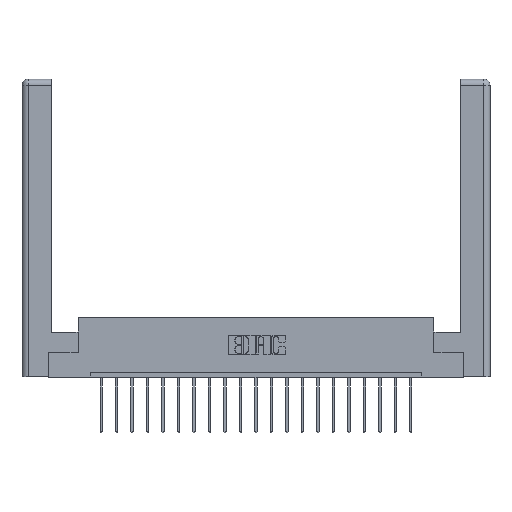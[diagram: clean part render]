
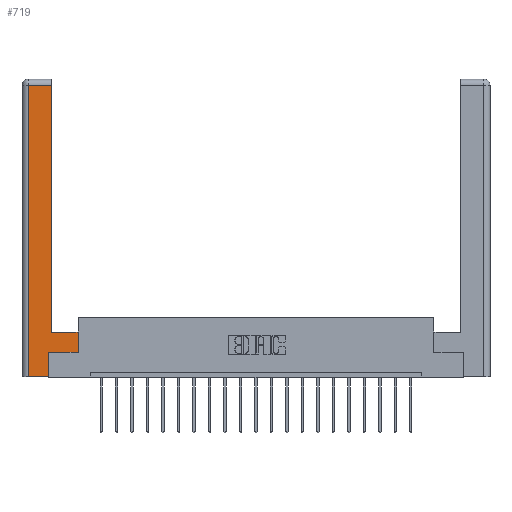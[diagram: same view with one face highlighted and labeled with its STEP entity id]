
A CAD part, top view. The second image highlights one B-rep face of the part: STEP entity #719.
In plain terms, the highlighted planar face has unit normal (0, 0, 1).
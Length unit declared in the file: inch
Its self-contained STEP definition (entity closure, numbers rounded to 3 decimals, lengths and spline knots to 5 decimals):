
#719 = ADVANCED_FACE ( 'NONE', ( #15648 ), #19054, .F. ) ;
#848 = LINE ( 'NONE', #15163, #4613 ) ;
#1231 = DIRECTION ( 'NONE',  ( 0., 0., -1. ) ) ;
#1281 = DIRECTION ( 'NONE',  ( -1., 0., 0. ) ) ;
#2119 = VECTOR ( 'NONE', #12636, 39.37008 ) ;
#3483 = CARTESIAN_POINT ( 'NONE',  ( 0.265, 0.245, 0. ) ) ;
#3801 = CARTESIAN_POINT ( 'NONE',  ( 0.565, 0.45, 0. ) ) ;
#3847 = CARTESIAN_POINT ( 'NONE',  ( 0.295, 2.94, 0. ) ) ;
#4302 = CARTESIAN_POINT ( 'NONE',  ( 0.0615, 0., 0. ) ) ;
#4507 = ORIENTED_EDGE ( 'NONE', *, *, #6345, .T. ) ;
#4613 = VECTOR ( 'NONE', #13551, 39.37008 ) ;
#4991 = EDGE_CURVE ( 'NONE', #15086, #5802, #9515, .T. ) ;
#5757 = EDGE_CURVE ( 'NONE', #7638, #16740, #13562, .T. ) ;
#5802 = VERTEX_POINT ( 'NONE', #19442 ) ;
#5925 = DIRECTION ( 'NONE',  ( 0., -1., 0. ) ) ;
#6260 = CARTESIAN_POINT ( 'NONE',  ( 0.265, 0.245, 0. ) ) ;
#6288 = EDGE_CURVE ( 'NONE', #8799, #7638, #19891, .T. ) ;
#6345 = EDGE_CURVE ( 'NONE', #5802, #6609, #7390, .T. ) ;
#6570 = CARTESIAN_POINT ( 'NONE',  ( 0.295, 0.45, 0. ) ) ;
#6609 = VERTEX_POINT ( 'NONE', #3801 ) ;
#7390 = LINE ( 'NONE', #10258, #17860 ) ;
#7638 = VERTEX_POINT ( 'NONE', #15575 ) ;
#8632 = DIRECTION ( 'NONE',  ( 1., 0., 0. ) ) ;
#8799 = VERTEX_POINT ( 'NONE', #3847 ) ;
#9028 = LINE ( 'NONE', #3483, #16203 ) ;
#9102 = ORIENTED_EDGE ( 'NONE', *, *, #12257, .T. ) ;
#9142 = VECTOR ( 'NONE', #8632, 39.37008 ) ;
#9515 = LINE ( 'NONE', #16176, #16169 ) ;
#9543 = EDGE_CURVE ( 'NONE', #12492, #8799, #848, .T. ) ;
#10258 = CARTESIAN_POINT ( 'NONE',  ( 0.565, 0.45, 0. ) ) ;
#10399 = DIRECTION ( 'NONE',  ( 0., 1., 0. ) ) ;
#10908 = CARTESIAN_POINT ( 'NONE',  ( 0., 0., 0. ) ) ;
#11357 = CARTESIAN_POINT ( 'NONE',  ( 0.0615, 2.94, 0. ) ) ;
#11999 = DIRECTION ( 'NONE',  ( 0., 1., 0. ) ) ;
#12257 = EDGE_CURVE ( 'NONE', #17319, #15086, #9028, .T. ) ;
#12371 = ORIENTED_EDGE ( 'NONE', *, *, #17656, .T. ) ;
#12492 = VERTEX_POINT ( 'NONE', #6570 ) ;
#12636 = DIRECTION ( 'NONE',  ( -1., 0., 0. ) ) ;
#13252 = LINE ( 'NONE', #18434, #9142 ) ;
#13263 = ORIENTED_EDGE ( 'NONE', *, *, #4991, .T. ) ;
#13551 = DIRECTION ( 'NONE',  ( 0., 1., 0. ) ) ;
#13562 = LINE ( 'NONE', #4302, #14575 ) ;
#14208 = EDGE_CURVE ( 'NONE', #6609, #12492, #15933, .T. ) ;
#14575 = VECTOR ( 'NONE', #5925, 39.37008 ) ;
#14948 = ORIENTED_EDGE ( 'NONE', *, *, #14208, .T. ) ;
#15086 = VERTEX_POINT ( 'NONE', #6260 ) ;
#15163 = CARTESIAN_POINT ( 'NONE',  ( 0.295, 3., 0. ) ) ;
#15575 = CARTESIAN_POINT ( 'NONE',  ( 0.0615, 2.94, 0. ) ) ;
#15648 = FACE_OUTER_BOUND ( 'NONE', #18845, .T. ) ;
#15933 = LINE ( 'NONE', #20558, #19991 ) ;
#16169 = VECTOR ( 'NONE', #18082, 39.37008 ) ;
#16176 = CARTESIAN_POINT ( 'NONE',  ( 0.565, 0.245, 0. ) ) ;
#16203 = VECTOR ( 'NONE', #11999, 39.37008 ) ;
#16740 = VERTEX_POINT ( 'NONE', #18188 ) ;
#17023 = ORIENTED_EDGE ( 'NONE', *, *, #6288, .T. ) ;
#17319 = VERTEX_POINT ( 'NONE', #20381 ) ;
#17395 = ORIENTED_EDGE ( 'NONE', *, *, #9543, .T. ) ;
#17486 = DIRECTION ( 'NONE',  ( -1., 0., 0. ) ) ;
#17656 = EDGE_CURVE ( 'NONE', #16740, #17319, #13252, .T. ) ;
#17860 = VECTOR ( 'NONE', #10399, 39.37008 ) ;
#18082 = DIRECTION ( 'NONE',  ( 1., 0., 0. ) ) ;
#18188 = CARTESIAN_POINT ( 'NONE',  ( 0.0615, 0., 0. ) ) ;
#18434 = CARTESIAN_POINT ( 'NONE',  ( 0.265, 0., 0. ) ) ;
#18845 = EDGE_LOOP ( 'NONE', ( #17395, #17023, #20570, #12371, #9102, #13263, #4507, #14948 ) ) ;
#19054 = PLANE ( 'NONE',  #19904 ) ;
#19442 = CARTESIAN_POINT ( 'NONE',  ( 0.565, 0.245, 0. ) ) ;
#19891 = LINE ( 'NONE', #11357, #2119 ) ;
#19904 = AXIS2_PLACEMENT_3D ( 'NONE', #10908, #1231, #17486 ) ;
#19991 = VECTOR ( 'NONE', #1281, 39.37008 ) ;
#20381 = CARTESIAN_POINT ( 'NONE',  ( 0.265, 0., 0. ) ) ;
#20558 = CARTESIAN_POINT ( 'NONE',  ( 0.295, 0.45, 0. ) ) ;
#20570 = ORIENTED_EDGE ( 'NONE', *, *, #5757, .T. ) ;
